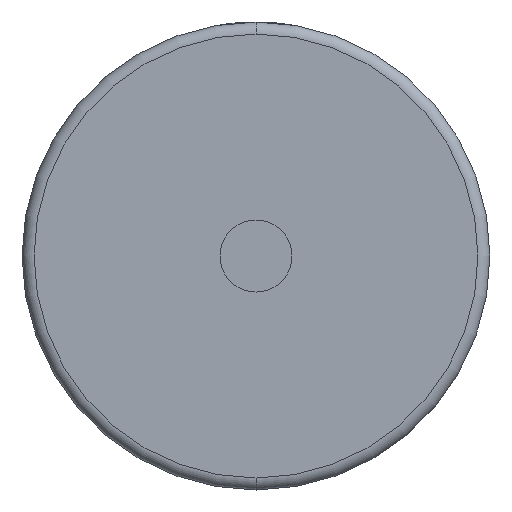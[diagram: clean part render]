
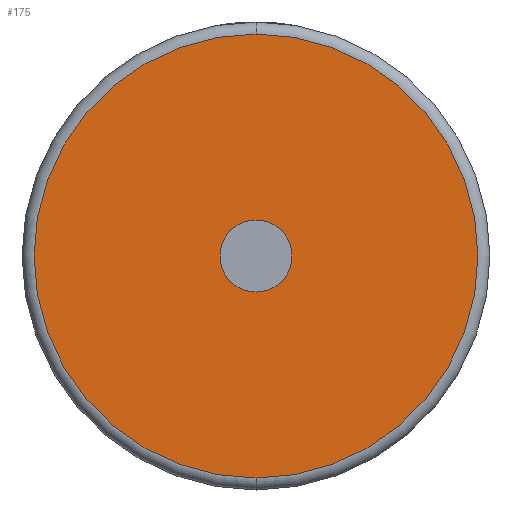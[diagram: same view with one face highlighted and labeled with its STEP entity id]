
A CAD part, front view. The second image highlights one B-rep face of the part: STEP entity #175.
In plain terms, the highlighted planar face has unit normal (0, -1, 0).
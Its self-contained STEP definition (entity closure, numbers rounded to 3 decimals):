
#85 = DIRECTION ( 'NONE',  ( 0., 0., 1. ) ) ;
#171 = ORIENTED_EDGE ( 'NONE', *, *, #3774, .F. ) ;
#175 = ADVANCED_FACE ( 'NONE', ( #3587, #1535 ), #3301, .F. ) ;
#339 = DIRECTION ( 'NONE',  ( 0., -1., 0. ) ) ;
#363 = CIRCLE ( 'NONE', #3643, 37. ) ;
#431 = CARTESIAN_POINT ( 'NONE',  ( 0., 0., 0. ) ) ;
#457 = EDGE_CURVE ( 'NONE', #475, #2034, #363, .T. ) ;
#475 = VERTEX_POINT ( 'NONE', #1567 ) ;
#486 = VERTEX_POINT ( 'NONE', #2413 ) ;
#500 = CARTESIAN_POINT ( 'NONE',  ( 0., 0., 37. ) ) ;
#638 = DIRECTION ( 'NONE',  ( 0., 0., 1. ) ) ;
#665 = CIRCLE ( 'NONE', #1619, 6. ) ;
#1097 = DIRECTION ( 'NONE',  ( 0., -1., 0. ) ) ;
#1239 = DIRECTION ( 'NONE',  ( 0., -1., 0. ) ) ;
#1272 = ORIENTED_EDGE ( 'NONE', *, *, #457, .T. ) ;
#1339 = EDGE_CURVE ( 'NONE', #486, #2465, #1553, .T. ) ;
#1535 = FACE_BOUND ( 'NONE', #3070, .T. ) ;
#1553 = CIRCLE ( 'NONE', #3663, 6. ) ;
#1567 = CARTESIAN_POINT ( 'NONE',  ( 0., 0., -37. ) ) ;
#1619 = AXIS2_PLACEMENT_3D ( 'NONE', #2097, #339, #2362 ) ;
#2034 = VERTEX_POINT ( 'NONE', #500 ) ;
#2097 = CARTESIAN_POINT ( 'NONE',  ( 0., 0., 0. ) ) ;
#2158 = CARTESIAN_POINT ( 'NONE',  ( 0., 0., 0. ) ) ;
#2291 = EDGE_LOOP ( 'NONE', ( #3001, #1272 ) ) ;
#2352 = DIRECTION ( 'NONE',  ( 0., -1., 0. ) ) ;
#2362 = DIRECTION ( 'NONE',  ( 0., 0., 1. ) ) ;
#2387 = CIRCLE ( 'NONE', #3376, 37. ) ;
#2399 = CARTESIAN_POINT ( 'NONE',  ( 0., 0., 6. ) ) ;
#2413 = CARTESIAN_POINT ( 'NONE',  ( 0., 0., -6. ) ) ;
#2438 = DIRECTION ( 'NONE',  ( 0., 1., 0. ) ) ;
#2465 = VERTEX_POINT ( 'NONE', #2399 ) ;
#2734 = DIRECTION ( 'NONE',  ( 0., 0., 1. ) ) ;
#3001 = ORIENTED_EDGE ( 'NONE', *, *, #3512, .T. ) ;
#3070 = EDGE_LOOP ( 'NONE', ( #171, #3497 ) ) ;
#3091 = AXIS2_PLACEMENT_3D ( 'NONE', #431, #2438, #2734 ) ;
#3240 = CARTESIAN_POINT ( 'NONE',  ( 0., 0., 0. ) ) ;
#3280 = CARTESIAN_POINT ( 'NONE',  ( 0., 0., 0. ) ) ;
#3301 = PLANE ( 'NONE',  #3091 ) ;
#3376 = AXIS2_PLACEMENT_3D ( 'NONE', #2158, #1097, #3434 ) ;
#3434 = DIRECTION ( 'NONE',  ( 0., 0., 1. ) ) ;
#3497 = ORIENTED_EDGE ( 'NONE', *, *, #1339, .F. ) ;
#3512 = EDGE_CURVE ( 'NONE', #2034, #475, #2387, .T. ) ;
#3587 = FACE_OUTER_BOUND ( 'NONE', #2291, .T. ) ;
#3643 = AXIS2_PLACEMENT_3D ( 'NONE', #3280, #1239, #85 ) ;
#3663 = AXIS2_PLACEMENT_3D ( 'NONE', #3240, #2352, #638 ) ;
#3774 = EDGE_CURVE ( 'NONE', #2465, #486, #665, .T. ) ;
